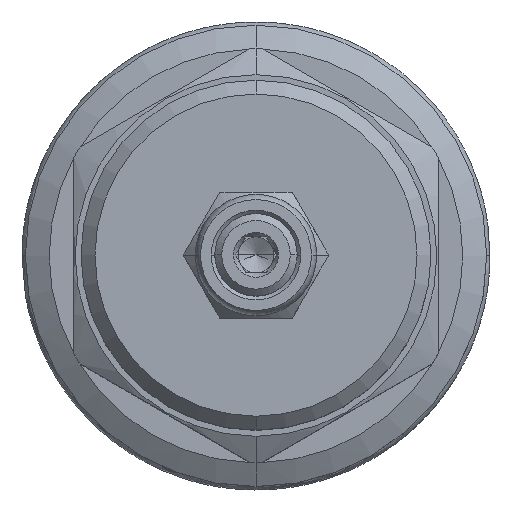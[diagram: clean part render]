
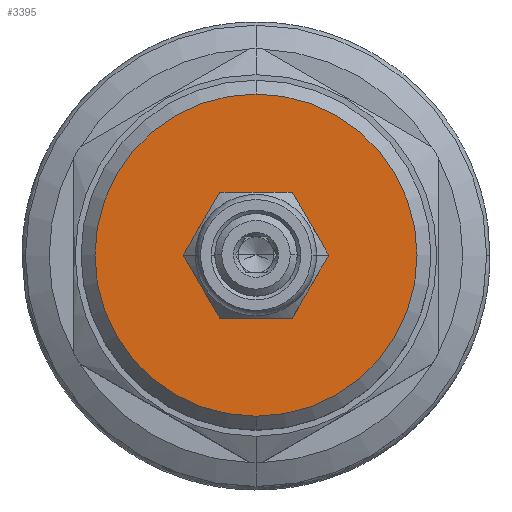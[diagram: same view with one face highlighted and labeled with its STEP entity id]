
A CAD part, top view. The second image highlights one B-rep face of the part: STEP entity #3395.
In plain terms, the highlighted planar face has unit normal (0, 0, 1).
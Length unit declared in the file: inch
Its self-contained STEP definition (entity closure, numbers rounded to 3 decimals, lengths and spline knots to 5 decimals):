
#602=CARTESIAN_POINT('',(0.,0.,5.624));
#603=DIRECTION('',(0.,0.,1.));
#604=DIRECTION('',(0.,-1.,0.));
#605=AXIS2_PLACEMENT_3D('',#602,#603,#604);
#620=CARTESIAN_POINT('',(0.,0.,5.624));
#621=DIRECTION('',(0.,0.,1.));
#622=DIRECTION('',(-1.,0.,0.));
#623=AXIS2_PLACEMENT_3D('',#620,#621,#622);
#625=CARTESIAN_POINT('',(0.,0.,5.624));
#626=DIRECTION('',(0.,0.,1.));
#627=DIRECTION('',(1.,0.,0.));
#628=AXIS2_PLACEMENT_3D('',#625,#626,#627);
#630=CARTESIAN_POINT('',(0.,0.,5.624));
#631=DIRECTION('',(0.,0.,1.));
#632=DIRECTION('',(0.,1.,0.));
#633=AXIS2_PLACEMENT_3D('',#630,#631,#632);
#2299=CARTESIAN_POINT('',(0.,0.719,5.624));
#2300=CARTESIAN_POINT('',(0.,-0.719,5.624));
#2301=VERTEX_POINT('',#2299);
#2302=VERTEX_POINT('',#2300);
#2515=CARTESIAN_POINT('',(-0.271,0.,5.624));
#2516=CARTESIAN_POINT('',(0.271,0.,5.624));
#2517=VERTEX_POINT('',#2515);
#2518=VERTEX_POINT('',#2516);
#3379=CARTESIAN_POINT('',(0.,0.,5.624));
#3380=DIRECTION('',(0.,0.,1.));
#3381=DIRECTION('',(0.,1.,0.));
#3382=AXIS2_PLACEMENT_3D('',#3379,#3380,#3381);
#3383=PLANE('',#3382);
#3384=ORIENTED_EDGE('',*,*,#3369,.F.);
#3386=ORIENTED_EDGE('',*,*,#3385,.F.);
#3387=EDGE_LOOP('',(#3384,#3386));
#3388=FACE_OUTER_BOUND('',#3387,.F.);
#3390=ORIENTED_EDGE('',*,*,#3389,.T.);
#3392=ORIENTED_EDGE('',*,*,#3391,.T.);
#3393=EDGE_LOOP('',(#3390,#3392));
#3394=FACE_BOUND('',#3393,.F.);
#3395=ADVANCED_FACE('',(#3388,#3394),#3383,.T.);
#606=CIRCLE('',#605,0.719);
#624=CIRCLE('',#623,0.271);
#629=CIRCLE('',#628,0.271);
#634=CIRCLE('',#633,0.719);
#3369=EDGE_CURVE('',#2302,#2301,#606,.T.);
#3385=EDGE_CURVE('',#2301,#2302,#634,.T.);
#3389=EDGE_CURVE('',#2517,#2518,#624,.T.);
#3391=EDGE_CURVE('',#2518,#2517,#629,.T.);
